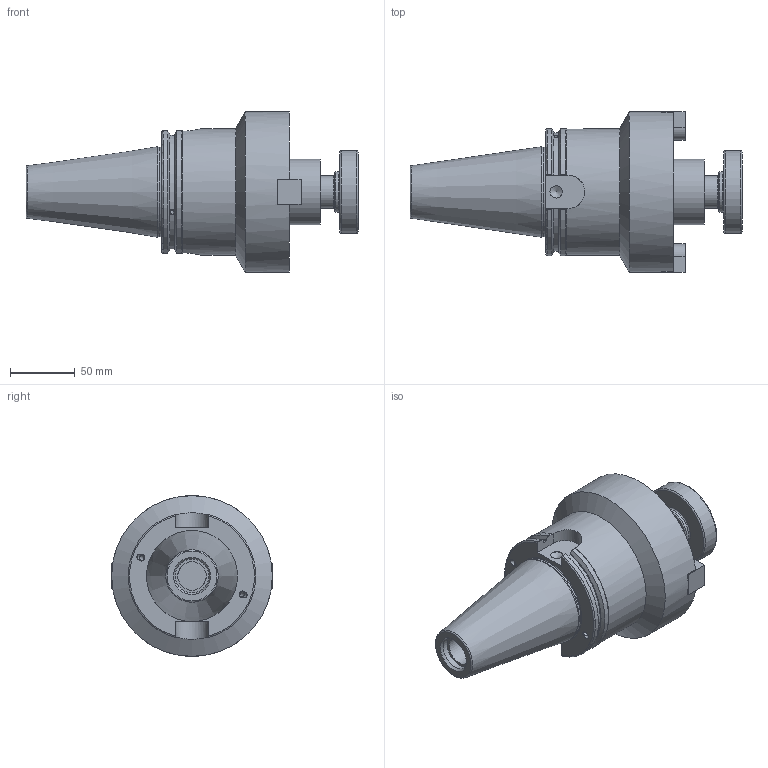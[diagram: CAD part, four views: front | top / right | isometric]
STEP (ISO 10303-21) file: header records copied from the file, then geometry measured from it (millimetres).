
FILE_DESCRIPTION(/* description */ ('','CAx-IF Rec.Pracs.---Representation and Presentation of Product Manufacturing Information (PMI)---4.0---2014-10-13'),/* implementation_level */ '2;1');
FILE_NAME(/* name */ 'EL329B.stp',/* time_stamp */ '2025-03-21T15:32:25+09:00',/* author */ ('eos'),/* organization */ (''),/* preprocessor_version */ 'ST-DEVELOPER v20',/* originating_system */ 'Autodesk Inventor 2025',/* authorisation */ '');
FILE_SCHEMA (('AP242_MANAGED_MODEL_BASED_3D_ENGINEERING_MIM_LF { 1 0 10303 442 1 1 4 }'));
Length unit declared in the file: millimetre
Products named in the file (5): LO-CAT50ADB-SMA50.8-101.6; CAT50; COLLAR BOLT-UNF3_8-24x24L; SMA27-DRIV EKEY-SECO; ANSI B18.3 - 5/16 - 18 UNC - 3/4 HS HCS
Assembly tree (4 placements, depth 2):
  LO-CAT50ADB-SMA50.8-101.6
    CAT50
    COLLAR BOLT-UNF3_8-24x24L
    SMA27-DRIV EKEY-SECO  x2
  ANSI B18.3 - 5/16 - 18 UNC - 3/4 HS HCS
Bounding box: 256.07 x 124 x 123.95 mm (x, y, z)
Volume: 1173568.4 mm3; surface area: 116067.2 mm2
Topology: 6 solids, 6 shells, 166 faces, 414 edges, 272 vertices
Faces by surface type: plane 84, cylinder 47, cone 20, torus 15
Full cylindrical faces by diameter (mm): 3.242 x4, 4.134 x2, 4.2 x2, 5 x2, 6.401 x2, 7.925 x2, 8.6 x2, 9.525 x1, 11.913 x2, 12.6 x2, 19.05 x1, 21.971 x1, 23.444 x1, 25.4 x1, 26.2 x1, 31 x1, 32 x1, 50.8 x1, 63.5 x1, 69.25 x1, 97.425 x1, 123.95 x1
Entity records: 5876 total; most frequent: CARTESIAN_POINT 1598, DIRECTION 843, ORIENTED_EDGE 706, EDGE_CURVE 353, AXIS2_PLACEMENT_3D 342, VERTEX_POINT 236, STYLED_ITEM 177, EDGE_LOOP 171
